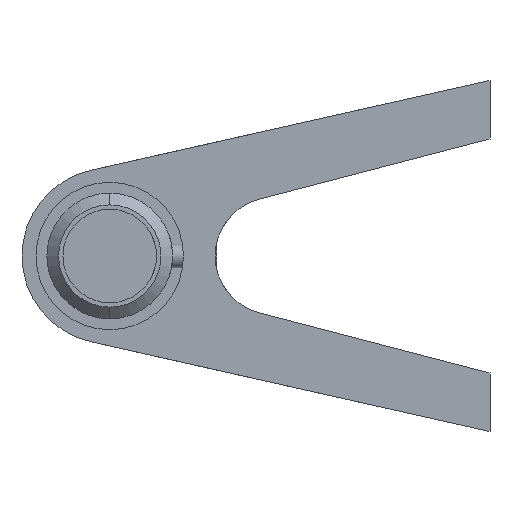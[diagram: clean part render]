
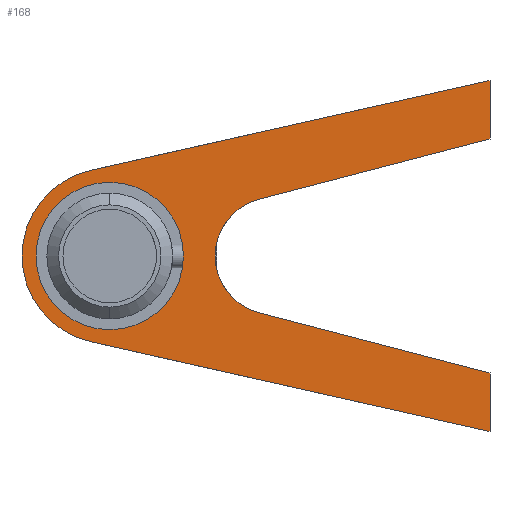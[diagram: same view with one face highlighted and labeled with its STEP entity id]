
A CAD part, left-side view. The second image highlights one B-rep face of the part: STEP entity #168.
In plain terms, the highlighted planar face has unit normal (-1, 0, 0).
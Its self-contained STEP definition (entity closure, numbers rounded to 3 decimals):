
#168 = ADVANCED_FACE ( 'NONE', ( #2872, #2883 ), #2279, .F. ) ;
#180 = EDGE_CURVE ( 'NONE', #2119, #1071, #2320, .T. ) ;
#214 = EDGE_CURVE ( 'NONE', #2132, #2135, #2428, .T. ) ;
#226 = EDGE_CURVE ( 'NONE', #2107, #2119, #2493, .T. ) ;
#229 = EDGE_CURVE ( 'NONE', #2105, #2132, #2502, .T. ) ;
#236 = EDGE_CURVE ( 'NONE', #1090, #2105, #2539, .T. ) ;
#271 = EDGE_CURVE ( 'NONE', #1064, #1083, #973, .T. ) ;
#280 = EDGE_CURVE ( 'NONE', #2135, #2089, #976, .T. ) ;
#284 = EDGE_CURVE ( 'NONE', #2089, #2107, #1737, .T. ) ;
#307 = EDGE_CURVE ( 'NONE', #1071, #1090, #983, .T. ) ;
#310 = EDGE_CURVE ( 'NONE', #1083, #1064, #984, .T. ) ;
#544 = CARTESIAN_POINT ( 'NONE',  ( -10., 3.293, 14.634 ) ) ;
#556 = CARTESIAN_POINT ( 'NONE',  ( -10., -65., -20. ) ) ;
#557 = CARTESIAN_POINT ( 'NONE',  ( -10., -65., 30. ) ) ;
#564 = CARTESIAN_POINT ( 'NONE',  ( -10., -65., 20. ) ) ;
#571 = CARTESIAN_POINT ( 'NONE',  ( -10., -65., -30. ) ) ;
#573 = CARTESIAN_POINT ( 'NONE',  ( -10., 3.293, -14.634 ) ) ;
#615 = AXIS2_PLACEMENT_3D ( 'NONE', #1724, #1725, #1726 ) ;
#628 = VECTOR ( 'NONE', #1739, 1000. ) ;
#656 = AXIS2_PLACEMENT_3D ( 'NONE', #1814, #1821, #1822 ) ;
#658 = AXIS2_PLACEMENT_3D ( 'NONE', #1799, #1812, #1813 ) ;
#973 = CIRCLE ( 'NONE', #2699, 12.6 ) ;
#976 = CIRCLE ( 'NONE', #615, 15. ) ;
#983 = CIRCLE ( 'NONE', #658, 10. ) ;
#984 = CIRCLE ( 'NONE', #656, 12.6 ) ;
#1064 = VERTEX_POINT ( 'NONE', #1434 ) ;
#1071 = VERTEX_POINT ( 'NONE', #1441 ) ;
#1083 = VERTEX_POINT ( 'NONE', #1453 ) ;
#1090 = VERTEX_POINT ( 'NONE', #1460 ) ;
#1434 = CARTESIAN_POINT ( 'NONE',  ( -10., 0., -12.6 ) ) ;
#1441 = CARTESIAN_POINT ( 'NONE',  ( -10., -25.473, 9.675 ) ) ;
#1453 = CARTESIAN_POINT ( 'NONE',  ( -10., 0., 12.6 ) ) ;
#1460 = CARTESIAN_POINT ( 'NONE',  ( -10., -25.473, -9.675 ) ) ;
#1586 = VECTOR ( 'NONE', #2322, 1000. ) ;
#1639 = CARTESIAN_POINT ( 'NONE',  ( -10., 0., 0. ) ) ;
#1652 = DIRECTION ( 'NONE',  ( 1., 0., 0. ) ) ;
#1653 = DIRECTION ( 'NONE',  ( 0., 0., -1. ) ) ;
#1724 = CARTESIAN_POINT ( 'NONE',  ( -10., 0., 0. ) ) ;
#1725 = DIRECTION ( 'NONE',  ( 1., 0., 0. ) ) ;
#1726 = DIRECTION ( 'NONE',  ( 0., 0., -1. ) ) ;
#1737 = LINE ( 'NONE', #1738, #628 ) ;
#1738 = CARTESIAN_POINT ( 'NONE',  ( -10., 3.293, 14.634 ) ) ;
#1739 = DIRECTION ( 'NONE',  ( 0., -0.976, 0.22 ) ) ;
#1799 = CARTESIAN_POINT ( 'NONE',  ( -10., -28., 0. ) ) ;
#1812 = DIRECTION ( 'NONE',  ( -1., 0., 0. ) ) ;
#1813 = DIRECTION ( 'NONE',  ( 0., 0., -1. ) ) ;
#1814 = CARTESIAN_POINT ( 'NONE',  ( -10., 0., 0. ) ) ;
#1821 = DIRECTION ( 'NONE',  ( 1., 0., 0. ) ) ;
#1822 = DIRECTION ( 'NONE',  ( 0., 0., -1. ) ) ;
#1962 = ORIENTED_EDGE ( 'NONE', *, *, #229, .F. ) ;
#1963 = ORIENTED_EDGE ( 'NONE', *, *, #236, .F. ) ;
#1964 = ORIENTED_EDGE ( 'NONE', *, *, #307, .F. ) ;
#1965 = ORIENTED_EDGE ( 'NONE', *, *, #180, .F. ) ;
#1966 = ORIENTED_EDGE ( 'NONE', *, *, #226, .F. ) ;
#1967 = ORIENTED_EDGE ( 'NONE', *, *, #271, .T. ) ;
#1968 = ORIENTED_EDGE ( 'NONE', *, *, #310, .T. ) ;
#2043 = EDGE_LOOP ( 'NONE', ( #2828, #2830, #2829, #1962, #1963, #1964, #1965, #1966 ) ) ;
#2048 = EDGE_LOOP ( 'NONE', ( #1968, #1967 ) ) ;
#2089 = VERTEX_POINT ( 'NONE', #544 ) ;
#2105 = VERTEX_POINT ( 'NONE', #556 ) ;
#2107 = VERTEX_POINT ( 'NONE', #557 ) ;
#2119 = VERTEX_POINT ( 'NONE', #564 ) ;
#2132 = VERTEX_POINT ( 'NONE', #571 ) ;
#2135 = VERTEX_POINT ( 'NONE', #573 ) ;
#2279 = PLANE ( 'NONE',  #2873 ) ;
#2280 = CARTESIAN_POINT ( 'NONE',  ( -10., -28., 0. ) ) ;
#2282 = DIRECTION ( 'NONE',  ( 1., 0., 0. ) ) ;
#2283 = DIRECTION ( 'NONE',  ( 0., 0., -1. ) ) ;
#2320 = LINE ( 'NONE', #2321, #1586 ) ;
#2321 = CARTESIAN_POINT ( 'NONE',  ( -10., -25.473, 9.675 ) ) ;
#2322 = DIRECTION ( 'NONE',  ( 0., 0.968, -0.253 ) ) ;
#2428 = LINE ( 'NONE', #2429, #2626 ) ;
#2429 = CARTESIAN_POINT ( 'NONE',  ( -10., 3.293, -14.634 ) ) ;
#2430 = DIRECTION ( 'NONE',  ( 0., 0.976, 0.22 ) ) ;
#2493 = LINE ( 'NONE', #2494, #2639 ) ;
#2494 = CARTESIAN_POINT ( 'NONE',  ( -10., -65., 30. ) ) ;
#2495 = DIRECTION ( 'NONE',  ( 0., 0., -1. ) ) ;
#2502 = LINE ( 'NONE', #2503, #2646 ) ;
#2503 = CARTESIAN_POINT ( 'NONE',  ( -10., -65., -20. ) ) ;
#2504 = DIRECTION ( 'NONE',  ( 0., 0., -1. ) ) ;
#2539 = LINE ( 'NONE', #2540, #2655 ) ;
#2540 = CARTESIAN_POINT ( 'NONE',  ( -10., -25.473, -9.675 ) ) ;
#2541 = DIRECTION ( 'NONE',  ( 0., -0.968, -0.253 ) ) ;
#2626 = VECTOR ( 'NONE', #2430, 1000. ) ;
#2639 = VECTOR ( 'NONE', #2495, 1000. ) ;
#2646 = VECTOR ( 'NONE', #2504, 1000. ) ;
#2655 = VECTOR ( 'NONE', #2541, 1000. ) ;
#2699 = AXIS2_PLACEMENT_3D ( 'NONE', #1639, #1652, #1653 ) ;
#2828 = ORIENTED_EDGE ( 'NONE', *, *, #284, .F. ) ;
#2829 = ORIENTED_EDGE ( 'NONE', *, *, #214, .F. ) ;
#2830 = ORIENTED_EDGE ( 'NONE', *, *, #280, .F. ) ;
#2872 = FACE_OUTER_BOUND ( 'NONE', #2043, .T. ) ;
#2873 = AXIS2_PLACEMENT_3D ( 'NONE', #2280, #2282, #2283 ) ;
#2883 = FACE_BOUND ( 'NONE', #2048, .T. ) ;
